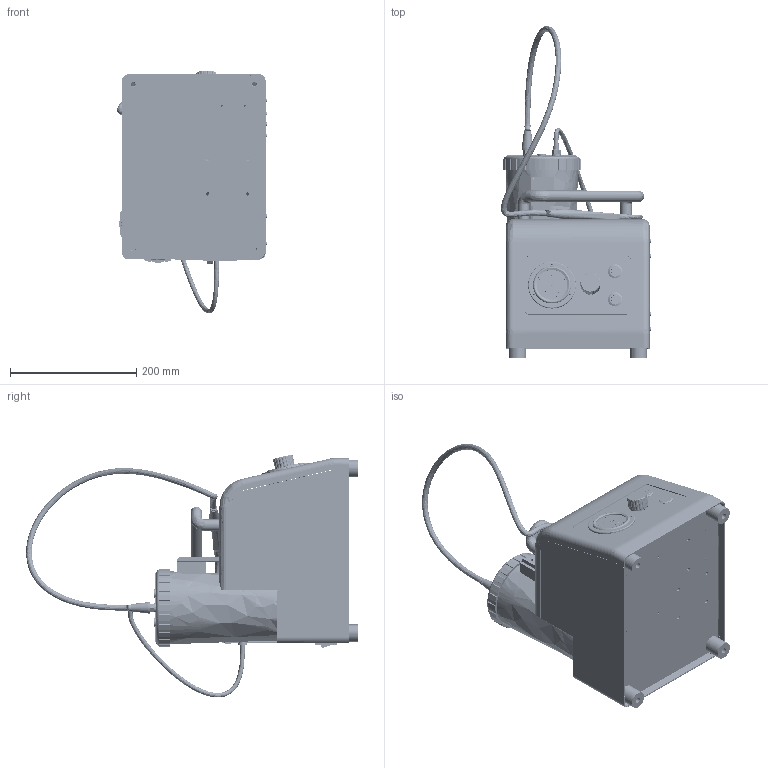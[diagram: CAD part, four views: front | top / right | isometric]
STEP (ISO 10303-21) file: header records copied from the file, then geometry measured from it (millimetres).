
FILE_DESCRIPTION(('FreeCAD Model'),'2;1');
FILE_NAME('Open CASCADE Shape Model','2025-04-29T13:14:41',('FreeCAD'),( 'FreeCAD'),'Open CASCADE STEP processor 7.6','FreeCAD','Unknown');
FILE_SCHEMA(('AUTOMOTIVE_DESIGN { 1 0 10303 214 1 1 1 1 }'));
Products named in the file (1): Open CASCADE STEP translator 7.6 1
Bounding box: 237.75 x 525.89 x 384.98 mm (x, y, z)
Volume: 3675271.7 mm3; surface area: 1174924.3 mm2
Topology: 66 solids, 66 shells, 4467 faces, 11404 edges, 7369 vertices
Faces by surface type: bspline 4467
Entity records: 213328 total; most frequent: CARTESIAN_POINT 145675, ORIENTED_EDGE 22780, EDGE_CURVE 11390, B_SPLINE_CURVE_WITH_KNOTS 8376, VERTEX_POINT 7369, FACE_BOUND 5281, EDGE_LOOP 5281, ADVANCED_FACE 4467
